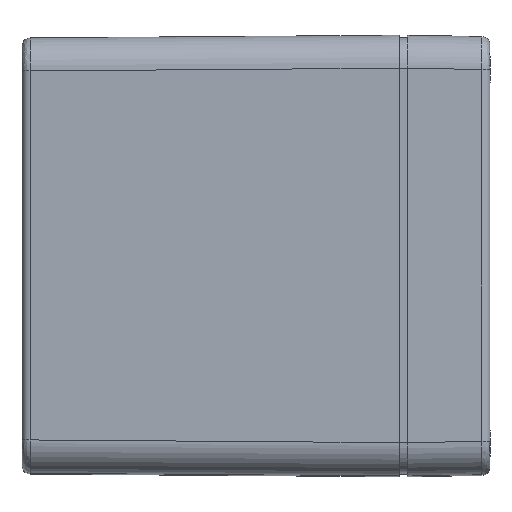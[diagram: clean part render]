
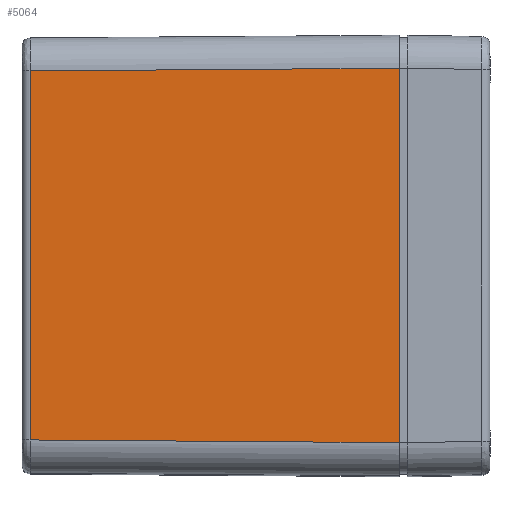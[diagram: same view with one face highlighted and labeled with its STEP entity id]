
A CAD part, top view. The second image highlights one B-rep face of the part: STEP entity #5064.
In plain terms, the highlighted planar face has unit normal (-0.007, 0, 1).
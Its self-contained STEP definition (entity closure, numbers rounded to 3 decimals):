
#252=LINE('',#8864,#540);
#255=LINE('',#8940,#543);
#257=LINE('',#8946,#545);
#258=LINE('',#8947,#546);
#540=VECTOR('',#6985,67.022);
#543=VECTOR('',#7004,67.015);
#545=VECTOR('',#7010,67.015);
#546=VECTOR('',#7011,68.);
#764=PLANE('',#5653);
#1273=FACE_OUTER_BOUND('',#1641,.T.);
#1641=EDGE_LOOP('',(#4269,#4270,#4271,#4272));
#2487=VERTEX_POINT('',#8848);
#2491=VERTEX_POINT('',#8860);
#2497=VERTEX_POINT('',#8939);
#2499=VERTEX_POINT('',#8945);
#3122=EDGE_CURVE('',#2487,#2491,#252,.T.);
#3131=EDGE_CURVE('',#2491,#2497,#255,.T.);
#3134=EDGE_CURVE('',#2499,#2487,#257,.T.);
#3135=EDGE_CURVE('',#2497,#2499,#258,.T.);
#4269=ORIENTED_EDGE('',*,*,#3122,.F.);
#4270=ORIENTED_EDGE('',*,*,#3134,.F.);
#4271=ORIENTED_EDGE('',*,*,#3135,.F.);
#4272=ORIENTED_EDGE('',*,*,#3131,.F.);
#5064=ADVANCED_FACE('',(#1273),#764,.F.);
#5653=AXIS2_PLACEMENT_3D('',#8944,#7008,#7009);
#6985=DIRECTION('',(0.,1.,0.));
#7004=DIRECTION('',(1.,0.007,0.007));
#7008=DIRECTION('center_axis',(0.007,0.,-1.));
#7009=DIRECTION('ref_axis',(-1.,0.,-0.007));
#7010=DIRECTION('',(-1.,0.007,-0.007));
#7011=DIRECTION('',(0.,-1.,0.));
#8848=CARTESIAN_POINT('',(528.607,324.661,119.511));
#8860=CARTESIAN_POINT('',(528.607,391.683,119.511));
#8864=CARTESIAN_POINT('',(528.607,324.661,119.511));
#8939=CARTESIAN_POINT('',(595.618,392.172,120.));
#8940=CARTESIAN_POINT('',(528.607,391.683,119.511));
#8944=CARTESIAN_POINT('Origin',(527.118,318.172,119.5));
#8945=CARTESIAN_POINT('',(595.618,324.172,120.));
#8946=CARTESIAN_POINT('',(595.618,324.172,120.));
#8947=CARTESIAN_POINT('',(595.618,392.172,120.));
